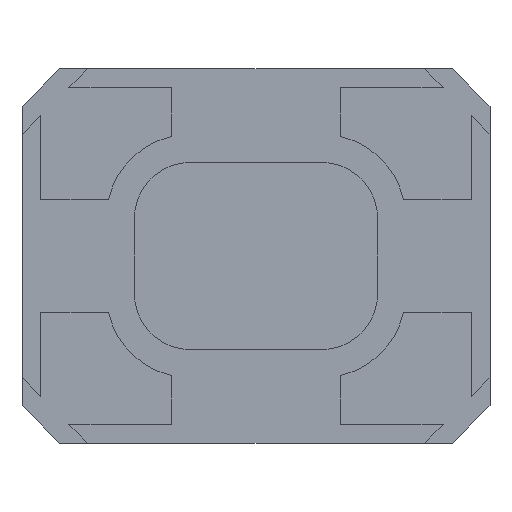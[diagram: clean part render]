
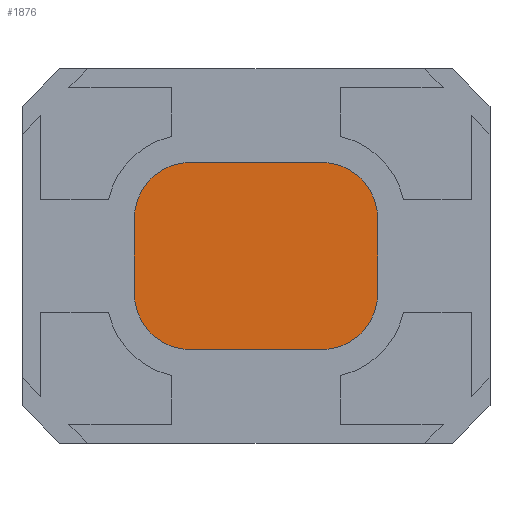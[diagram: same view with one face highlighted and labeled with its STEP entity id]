
A CAD part, front view. The second image highlights one B-rep face of the part: STEP entity #1876.
In plain terms, the highlighted planar face has unit normal (0, -1, 0).
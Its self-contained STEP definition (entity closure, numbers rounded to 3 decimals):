
#28 = CARTESIAN_POINT ( 'NONE',  ( -0.65, 0., 0. ) ) ;
#41 = FACE_OUTER_BOUND ( 'NONE', #5395, .T. ) ;
#123 = CARTESIAN_POINT ( 'NONE',  ( 0.35, 0., -0.5 ) ) ;
#295 = EDGE_CURVE ( 'NONE', #5361, #3607, #599, .T. ) ;
#342 = EDGE_CURVE ( 'NONE', #490, #2776, #2563, .T. ) ;
#490 = VERTEX_POINT ( 'NONE', #1733 ) ;
#543 = EDGE_CURVE ( 'NONE', #2776, #5848, #844, .T. ) ;
#572 = DIRECTION ( 'NONE',  ( 0., 1., 0. ) ) ;
#599 = LINE ( 'NONE', #5676, #2359 ) ;
#715 = CIRCLE ( 'NONE', #3057, 0.3 ) ;
#725 = CARTESIAN_POINT ( 'NONE',  ( 0., 0., 0.5 ) ) ;
#789 = AXIS2_PLACEMENT_3D ( 'NONE', #3873, #572, #4785 ) ;
#844 = LINE ( 'NONE', #3193, #2068 ) ;
#1075 = CARTESIAN_POINT ( 'NONE',  ( -0.35, 0., -0.5 ) ) ;
#1133 = EDGE_CURVE ( 'NONE', #1678, #490, #4498, .T. ) ;
#1151 = DIRECTION ( 'NONE',  ( 0., 1., 0. ) ) ;
#1247 = CIRCLE ( 'NONE', #5832, 0.3 ) ;
#1265 = DIRECTION ( 'NONE',  ( 0., 1., 0. ) ) ;
#1358 = DIRECTION ( 'NONE',  ( 0., 0., 1. ) ) ;
#1469 = ORIENTED_EDGE ( 'NONE', *, *, #6004, .F. ) ;
#1525 = ORIENTED_EDGE ( 'NONE', *, *, #543, .F. ) ;
#1579 = DIRECTION ( 'NONE',  ( -1., 0., 0. ) ) ;
#1591 = ORIENTED_EDGE ( 'NONE', *, *, #342, .F. ) ;
#1678 = VERTEX_POINT ( 'NONE', #2059 ) ;
#1733 = CARTESIAN_POINT ( 'NONE',  ( 0.35, 0., 0.5 ) ) ;
#1876 = ADVANCED_FACE ( 'NONE', ( #41 ), #2447, .F. ) ;
#2020 = ORIENTED_EDGE ( 'NONE', *, *, #295, .F. ) ;
#2042 = AXIS2_PLACEMENT_3D ( 'NONE', #2076, #1151, #5846 ) ;
#2059 = CARTESIAN_POINT ( 'NONE',  ( -0.35, 0., 0.5 ) ) ;
#2068 = VECTOR ( 'NONE', #4115, 1000. ) ;
#2076 = CARTESIAN_POINT ( 'NONE',  ( 0., 0., 0. ) ) ;
#2148 = CARTESIAN_POINT ( 'NONE',  ( -0.65, 0., 0.2 ) ) ;
#2215 = CARTESIAN_POINT ( 'NONE',  ( 0.65, 0., -0.2 ) ) ;
#2359 = VECTOR ( 'NONE', #1579, 1000. ) ;
#2447 = PLANE ( 'NONE',  #2042 ) ;
#2563 = CIRCLE ( 'NONE', #789, 0.3 ) ;
#2638 = EDGE_CURVE ( 'NONE', #4358, #1678, #1247, .T. ) ;
#2776 = VERTEX_POINT ( 'NONE', #5811 ) ;
#2899 = ORIENTED_EDGE ( 'NONE', *, *, #1133, .F. ) ;
#2965 = VERTEX_POINT ( 'NONE', #5534 ) ;
#3057 = AXIS2_PLACEMENT_3D ( 'NONE', #5432, #1265, #4373 ) ;
#3159 = VECTOR ( 'NONE', #5025, 1000. ) ;
#3192 = ORIENTED_EDGE ( 'NONE', *, *, #2638, .F. ) ;
#3193 = CARTESIAN_POINT ( 'NONE',  ( 0.65, 0., 0. ) ) ;
#3607 = VERTEX_POINT ( 'NONE', #1075 ) ;
#3640 = ORIENTED_EDGE ( 'NONE', *, *, #3955, .F. ) ;
#3741 = CARTESIAN_POINT ( 'NONE',  ( -0.35, 0., 0.2 ) ) ;
#3752 = VECTOR ( 'NONE', #5426, 1000. ) ;
#3766 = AXIS2_PLACEMENT_3D ( 'NONE', #5761, #4856, #4441 ) ;
#3873 = CARTESIAN_POINT ( 'NONE',  ( 0.35, 0., 0.2 ) ) ;
#3955 = EDGE_CURVE ( 'NONE', #5848, #5361, #715, .T. ) ;
#4036 = EDGE_CURVE ( 'NONE', #2965, #4358, #4629, .T. ) ;
#4115 = DIRECTION ( 'NONE',  ( 0., 0., -1. ) ) ;
#4217 = DIRECTION ( 'NONE',  ( 0., 1., 0. ) ) ;
#4328 = ORIENTED_EDGE ( 'NONE', *, *, #4036, .F. ) ;
#4358 = VERTEX_POINT ( 'NONE', #2148 ) ;
#4360 = CIRCLE ( 'NONE', #3766, 0.3 ) ;
#4373 = DIRECTION ( 'NONE',  ( 0., 0., 1. ) ) ;
#4441 = DIRECTION ( 'NONE',  ( 0., 0., 1. ) ) ;
#4498 = LINE ( 'NONE', #725, #3752 ) ;
#4629 = LINE ( 'NONE', #28, #3159 ) ;
#4785 = DIRECTION ( 'NONE',  ( 0., 0., 1. ) ) ;
#4856 = DIRECTION ( 'NONE',  ( 0., 1., 0. ) ) ;
#5025 = DIRECTION ( 'NONE',  ( 0., 0., 1. ) ) ;
#5361 = VERTEX_POINT ( 'NONE', #123 ) ;
#5395 = EDGE_LOOP ( 'NONE', ( #1591, #2899, #3192, #4328, #1469, #2020, #3640, #1525 ) ) ;
#5426 = DIRECTION ( 'NONE',  ( 1., 0., 0. ) ) ;
#5432 = CARTESIAN_POINT ( 'NONE',  ( 0.35, 0., -0.2 ) ) ;
#5534 = CARTESIAN_POINT ( 'NONE',  ( -0.65, 0., -0.2 ) ) ;
#5676 = CARTESIAN_POINT ( 'NONE',  ( 0., 0., -0.5 ) ) ;
#5761 = CARTESIAN_POINT ( 'NONE',  ( -0.35, 0., -0.2 ) ) ;
#5811 = CARTESIAN_POINT ( 'NONE',  ( 0.65, 0., 0.2 ) ) ;
#5832 = AXIS2_PLACEMENT_3D ( 'NONE', #3741, #4217, #1358 ) ;
#5846 = DIRECTION ( 'NONE',  ( 0., 0., 1. ) ) ;
#5848 = VERTEX_POINT ( 'NONE', #2215 ) ;
#6004 = EDGE_CURVE ( 'NONE', #3607, #2965, #4360, .T. ) ;
